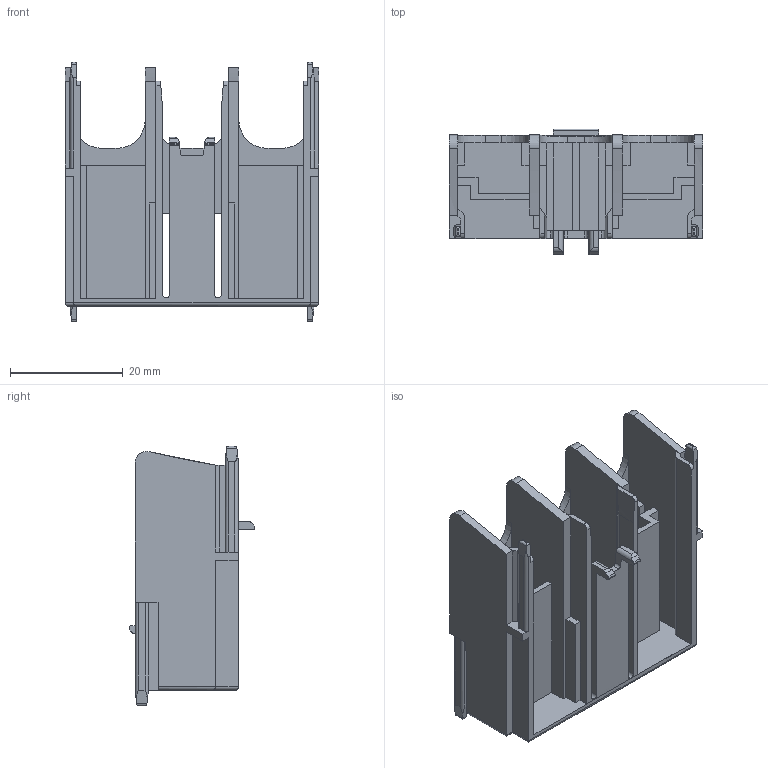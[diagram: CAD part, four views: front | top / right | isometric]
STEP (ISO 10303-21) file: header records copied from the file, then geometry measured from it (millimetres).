
FILE_DESCRIPTION(/* description */ (''),/* implementation_level */ '2;1');
FILE_NAME(/* name */ 'G_IC03_XX_02672_v.stp',/* time_stamp */ '2023-11-14T12:35:23+01:00',/* author */ (''),/* organization */ (''),/* preprocessor_version */ 'ST-DEVELOPER v18.101',/* originating_system */ 'SIEMENS PLM Software NX 2008',/* authorisation */ '');
FILE_SCHEMA (('AUTOMOTIVE_DESIGN { 1 0 10303 214 3 1 1 1 }'));
Length unit declared in the file: millimetre
Products named in the file (1): NET561048911000 _ RS-AB _ 006 _ M_V terminal cover
Bounding box: 45 x 22.35 x 46.1 mm (x, y, z)
Volume: 8516.9 mm3; surface area: 12788.3 mm2
Topology: 1 solids, 1 shells, 567 faces, 1604 edges, 1062 vertices
Faces by surface type: plane 306, bspline 174, cylinder 87
Entity records: 18963 total; most frequent: CARTESIAN_POINT 5573, ORIENTED_EDGE 3208, DIRECTION 1994, EDGE_CURVE 1604, VERTEX_POINT 1062, LINE 976, VECTOR 976, EDGE_LOOP 592
